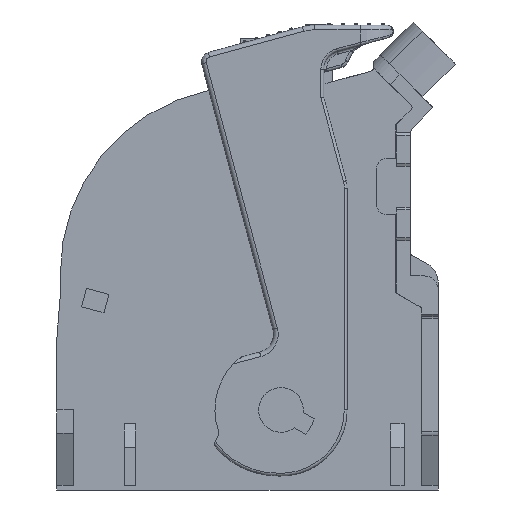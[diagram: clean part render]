
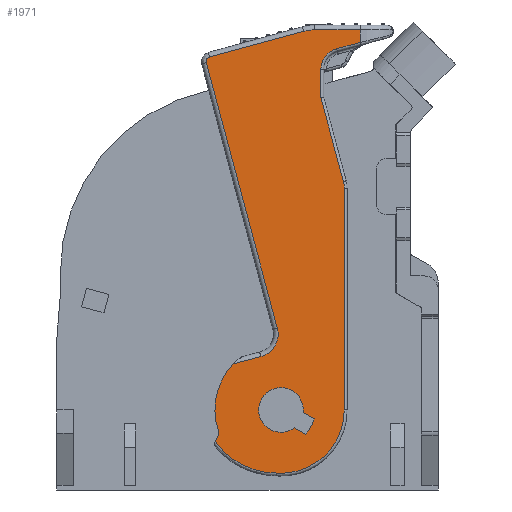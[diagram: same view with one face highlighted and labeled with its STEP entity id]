
A CAD part, front view. The second image highlights one B-rep face of the part: STEP entity #1971.
In plain terms, the highlighted planar face has unit normal (0, -1, 0).
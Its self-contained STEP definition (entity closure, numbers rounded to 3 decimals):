
#188=FACE_BOUND('',#4924,.T.);
#189=FACE_BOUND('',#4925,.T.);
#1971=ADVANCED_FACE('',(#188,#189),#2847,.T.);
#2847=PLANE('',#21899);
#4924=EDGE_LOOP('',(#10280,#10281,#10282,#10283));
#4925=EDGE_LOOP('',(#10284,#10285,#10286,#10287,#10288,#10289,#10290,#10291,
#10292,#10293,#10294,#10295,#10296,#10297,#10298,#10299,#10300,#10301,#10302));
#5624=CIRCLE('',#21697,8.25);
#5725=CIRCLE('',#21889,2.4);
#5726=CIRCLE('',#21890,3.7);
#5727=CIRCLE('',#21891,2.5);
#5728=CIRCLE('',#21892,7.1);
#5729=CIRCLE('',#21893,0.5);
#5730=CIRCLE('',#21894,6.8);
#5731=CIRCLE('',#21895,2.7);
#5732=CIRCLE('',#21896,2.3);
#5733=CIRCLE('',#21897,4.5);
#5734=CIRCLE('',#21898,0.5);
#10280=ORIENTED_EDGE('',*,*,#16352,.F.);
#10281=ORIENTED_EDGE('',*,*,#16353,.T.);
#10282=ORIENTED_EDGE('',*,*,#16354,.F.);
#10283=ORIENTED_EDGE('',*,*,#16355,.T.);
#10284=ORIENTED_EDGE('',*,*,#16356,.T.);
#10285=ORIENTED_EDGE('',*,*,#16357,.T.);
#10286=ORIENTED_EDGE('',*,*,#16358,.F.);
#10287=ORIENTED_EDGE('',*,*,#16359,.F.);
#10288=ORIENTED_EDGE('',*,*,#16360,.F.);
#10289=ORIENTED_EDGE('',*,*,#15936,.T.);
#10290=ORIENTED_EDGE('',*,*,#16361,.T.);
#10291=ORIENTED_EDGE('',*,*,#16362,.T.);
#10292=ORIENTED_EDGE('',*,*,#16363,.T.);
#10293=ORIENTED_EDGE('',*,*,#16364,.T.);
#10294=ORIENTED_EDGE('',*,*,#16365,.T.);
#10295=ORIENTED_EDGE('',*,*,#16366,.T.);
#10296=ORIENTED_EDGE('',*,*,#16367,.T.);
#10297=ORIENTED_EDGE('',*,*,#16368,.F.);
#10298=ORIENTED_EDGE('',*,*,#16369,.T.);
#10299=ORIENTED_EDGE('',*,*,#16370,.T.);
#10300=ORIENTED_EDGE('',*,*,#16371,.T.);
#10301=ORIENTED_EDGE('',*,*,#16372,.T.);
#10302=ORIENTED_EDGE('',*,*,#16373,.T.);
#13339=VERTEX_POINT('',#34416);
#13340=VERTEX_POINT('',#34417);
#13697=VERTEX_POINT('',#35472);
#13698=VERTEX_POINT('',#35473);
#13699=VERTEX_POINT('',#35475);
#13700=VERTEX_POINT('',#35477);
#13701=VERTEX_POINT('',#35480);
#13702=VERTEX_POINT('',#35481);
#13703=VERTEX_POINT('',#35483);
#13704=VERTEX_POINT('',#35485);
#13705=VERTEX_POINT('',#35487);
#13706=VERTEX_POINT('',#35490);
#13707=VERTEX_POINT('',#35492);
#13708=VERTEX_POINT('',#35494);
#13709=VERTEX_POINT('',#35496);
#13710=VERTEX_POINT('',#35498);
#13711=VERTEX_POINT('',#35500);
#13712=VERTEX_POINT('',#35502);
#13713=VERTEX_POINT('',#35504);
#13714=VERTEX_POINT('',#35506);
#13715=VERTEX_POINT('',#35508);
#13716=VERTEX_POINT('',#35510);
#13717=VERTEX_POINT('',#35512);
#15936=EDGE_CURVE('',#13339,#13340,#5624,.T.);
#16352=EDGE_CURVE('',#13697,#13698,#18587,.T.);
#16353=EDGE_CURVE('',#13697,#13699,#5725,.T.);
#16354=EDGE_CURVE('',#13700,#13699,#18588,.T.);
#16355=EDGE_CURVE('',#13700,#13698,#5726,.T.);
#16356=EDGE_CURVE('',#13701,#13702,#5727,.T.);
#16357=EDGE_CURVE('',#13702,#13703,#18589,.T.);
#16358=EDGE_CURVE('',#13704,#13703,#5728,.T.);
#16359=EDGE_CURVE('',#13705,#13704,#5729,.T.);
#16360=EDGE_CURVE('',#13339,#13705,#18590,.T.);
#16361=EDGE_CURVE('',#13340,#13706,#5730,.T.);
#16362=EDGE_CURVE('',#13706,#13707,#18591,.T.);
#16363=EDGE_CURVE('',#13707,#13708,#5731,.T.);
#16364=EDGE_CURVE('',#13708,#13709,#18592,.T.);
#16365=EDGE_CURVE('',#13709,#13710,#18593,.T.);
#16366=EDGE_CURVE('',#13710,#13711,#5732,.T.);
#16367=EDGE_CURVE('',#13711,#13712,#18594,.T.);
#16368=EDGE_CURVE('',#13713,#13712,#18595,.T.);
#16369=EDGE_CURVE('',#13713,#13714,#18596,.T.);
#16370=EDGE_CURVE('',#13714,#13715,#5733,.T.);
#16371=EDGE_CURVE('',#13715,#13716,#18597,.T.);
#16372=EDGE_CURVE('',#13716,#13717,#5734,.T.);
#16373=EDGE_CURVE('',#13717,#13701,#18598,.T.);
#18587=LINE('',#35471,#20403);
#18588=LINE('',#35476,#20404);
#18589=LINE('',#35482,#20405);
#18590=LINE('',#35488,#20406);
#18591=LINE('',#35491,#20407);
#18592=LINE('',#35495,#20408);
#18593=LINE('',#35497,#20409);
#18594=LINE('',#35501,#20410);
#18595=LINE('',#35503,#20411);
#18596=LINE('',#35505,#20412);
#18597=LINE('',#35509,#20413);
#18598=LINE('',#35513,#20414);
#20403=VECTOR('',#26590,1.);
#20404=VECTOR('',#26593,1.);
#20405=VECTOR('',#26598,1.);
#20406=VECTOR('',#26603,1.);
#20407=VECTOR('',#26606,1.);
#20408=VECTOR('',#26609,1.);
#20409=VECTOR('',#26610,1.);
#20410=VECTOR('',#26613,1.);
#20411=VECTOR('',#26614,1.);
#20412=VECTOR('',#26615,1.);
#20413=VECTOR('',#26618,1.);
#20414=VECTOR('',#26621,1.);
#21697=AXIS2_PLACEMENT_3D('',#34415,#25963,#25964);
#21889=AXIS2_PLACEMENT_3D('',#35474,#26591,#26592);
#21890=AXIS2_PLACEMENT_3D('',#35478,#26594,#26595);
#21891=AXIS2_PLACEMENT_3D('',#35479,#26596,#26597);
#21892=AXIS2_PLACEMENT_3D('',#35484,#26599,#26600);
#21893=AXIS2_PLACEMENT_3D('',#35486,#26601,#26602);
#21894=AXIS2_PLACEMENT_3D('',#35489,#26604,#26605);
#21895=AXIS2_PLACEMENT_3D('',#35493,#26607,#26608);
#21896=AXIS2_PLACEMENT_3D('',#35499,#26611,#26612);
#21897=AXIS2_PLACEMENT_3D('',#35507,#26616,#26617);
#21898=AXIS2_PLACEMENT_3D('',#35511,#26619,#26620);
#21899=AXIS2_PLACEMENT_3D('',#35514,#26622,#26623);
#25963=DIRECTION('',(0.,-1.,0.));
#25964=DIRECTION('',(0.,0.,-1.));
#26590=DIRECTION('',(0.866,0.,-0.5));
#26591=DIRECTION('',(0.,1.,0.));
#26592=DIRECTION('',(0.,0.,-1.));
#26593=DIRECTION('',(-0.866,0.,0.5));
#26594=DIRECTION('',(0.,1.,0.));
#26595=DIRECTION('',(0.,0.,-1.));
#26596=DIRECTION('',(0.,1.,0.));
#26597=DIRECTION('',(0.,0.,-1.));
#26598=DIRECTION('',(-0.966,0.,-0.259));
#26599=DIRECTION('',(0.,1.,0.));
#26600=DIRECTION('',(0.,0.,-1.));
#26601=DIRECTION('',(0.,-1.,0.));
#26602=DIRECTION('',(0.,0.,-1.));
#26603=DIRECTION('',(0.462,0.,0.887));
#26604=DIRECTION('',(0.,-1.,0.));
#26605=DIRECTION('',(0.,0.,-1.));
#26606=DIRECTION('',(0.,0.,1.));
#26607=DIRECTION('',(0.,-1.,0.));
#26608=DIRECTION('',(0.,0.,-1.));
#26609=DIRECTION('',(-0.259,0.,0.966));
#26610=DIRECTION('',(0.,0.,1.));
#26611=DIRECTION('',(0.,1.,0.));
#26612=DIRECTION('',(0.,0.,-1.));
#26613=DIRECTION('',(0.966,0.,0.259));
#26614=DIRECTION('',(0.,0.,-1.));
#26615=DIRECTION('',(-1.,0.,0.));
#26616=DIRECTION('',(0.,-1.,0.));
#26617=DIRECTION('',(0.,0.,-1.));
#26618=DIRECTION('',(-0.965,0.,-0.263));
#26619=DIRECTION('',(0.,-1.,0.));
#26620=DIRECTION('',(0.,0.,-1.));
#26621=DIRECTION('',(0.259,0.,-0.966));
#26622=DIRECTION('',(0.,-1.,0.));
#26623=DIRECTION('',(0.,0.,1.));
#34415=CARTESIAN_POINT('',(3.183,-12.9,9.967));
#34416=CARTESIAN_POINT('',(-3.473,-12.9,5.092));
#34417=CARTESIAN_POINT('',(3.112,-12.9,1.718));
#35471=CARTESIAN_POINT('',(5.034,-12.9,6.575));
#35472=CARTESIAN_POINT('',(5.034,-12.9,6.575));
#35473=CARTESIAN_POINT('',(6.222,-12.9,5.889));
#35474=CARTESIAN_POINT('',(3.6,-12.9,8.5));
#35475=CARTESIAN_POINT('',(5.984,-12.9,8.221));
#35476=CARTESIAN_POINT('',(7.172,-12.9,7.535));
#35477=CARTESIAN_POINT('',(7.172,-12.9,7.535));
#35478=CARTESIAN_POINT('',(3.6,-12.9,8.5));
#35479=CARTESIAN_POINT('',(0.795,-12.9,16.652));
#35480=CARTESIAN_POINT('',(3.209,-12.9,17.299));
#35481=CARTESIAN_POINT('',(1.442,-12.9,14.237));
#35482=CARTESIAN_POINT('',(17.32,-12.9,18.491));
#35483=CARTESIAN_POINT('',(-1.488,-12.9,13.452));
#35484=CARTESIAN_POINT('',(3.6,-12.9,8.5));
#35485=CARTESIAN_POINT('',(-3.1,-12.9,6.15));
#35486=CARTESIAN_POINT('',(-3.572,-12.9,5.985));
#35487=CARTESIAN_POINT('',(-3.128,-12.9,5.754));
#35488=CARTESIAN_POINT('',(-3.626,-12.9,4.797));
#35489=CARTESIAN_POINT('',(3.6,-12.9,8.5));
#35490=CARTESIAN_POINT('',(10.4,-12.9,8.5));
#35491=CARTESIAN_POINT('',(10.4,-12.9,45.102));
#35492=CARTESIAN_POINT('',(10.4,-12.9,32.338));
#35493=CARTESIAN_POINT('',(7.7,-12.9,32.338));
#35494=CARTESIAN_POINT('',(10.308,-12.9,33.037));
#35495=CARTESIAN_POINT('',(7.284,-12.9,44.323));
#35496=CARTESIAN_POINT('',(7.89,-12.9,42.062));
#35497=CARTESIAN_POINT('',(7.89,-12.9,45.102));
#35498=CARTESIAN_POINT('',(7.89,-12.9,45.102));
#35499=CARTESIAN_POINT('',(10.19,-12.9,45.102));
#35500=CARTESIAN_POINT('',(9.594,-12.9,47.323));
#35501=CARTESIAN_POINT('',(9.594,-12.9,47.323));
#35502=CARTESIAN_POINT('',(12.128,-12.9,48.002));
#35503=CARTESIAN_POINT('',(12.128,-12.9,47.));
#35504=CARTESIAN_POINT('',(12.128,-12.9,49.35));
#35505=CARTESIAN_POINT('',(10.19,-12.9,49.35));
#35506=CARTESIAN_POINT('',(7.22,-12.9,49.35));
#35507=CARTESIAN_POINT('',(7.22,-12.9,44.85));
#35508=CARTESIAN_POINT('',(6.035,-12.9,49.191));
#35509=CARTESIAN_POINT('',(8.863,-12.9,49.963));
#35510=CARTESIAN_POINT('',(-4.081,-12.9,46.43));
#35511=CARTESIAN_POINT('',(-3.949,-12.9,45.948));
#35512=CARTESIAN_POINT('',(-4.432,-12.9,45.819));
#35513=CARTESIAN_POINT('',(-3.274,-12.9,41.494));
#35514=CARTESIAN_POINT('',(10.19,-12.9,45.102));
